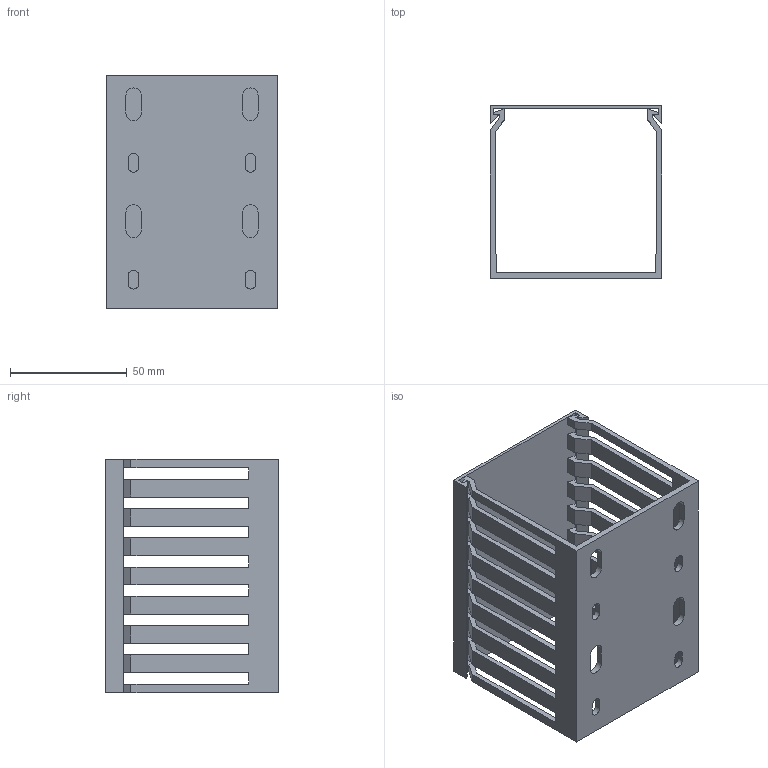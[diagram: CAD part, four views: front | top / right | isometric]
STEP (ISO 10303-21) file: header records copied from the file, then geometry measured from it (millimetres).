
FILE_DESCRIPTION((''),'2;1');
FILE_NAME('PROXY_HNG750750_ASM','2022-05-04T13:13:53',('mengess'),(''),'CREO PARAMETRIC BY PTC INC, 2021304','CREO PARAMETRIC BY PTC INC, 2021304','');
FILE_SCHEMA(('AUTOMOTIVE_DESIGN { 1 0 10303 214 1 1 1 1 }'));
Length unit declared in the file: millimetre
Products named in the file (3): PROXY_62251-M; PROXY_62271-M; PROXY_HNG750750_ASM
Assembly tree (2 placements, depth 2):
  PROXY_HNG750750_ASM
    PROXY_62251-M
    PROXY_62271-M
Bounding box: 73.5 x 74.2 x 100 mm (x, y, z)
Volume: 53143.3 mm3; surface area: 57997.2 mm2
Topology: 2 solids, 2 shells, 226 faces, 680 edges, 458 vertices
Faces by surface type: plane 192, cylinder 34
Entity records: 11522 total; most frequent: CARTESIAN_POINT 1491, DIRECTION 1410, ORIENTED_EDGE 1332, EDGE_CURVE 666, PRESENTATION_STYLE_ASSIGNMENT 665, STYLED_ITEM 665, CURVE_STYLE 664, VECTOR 615
